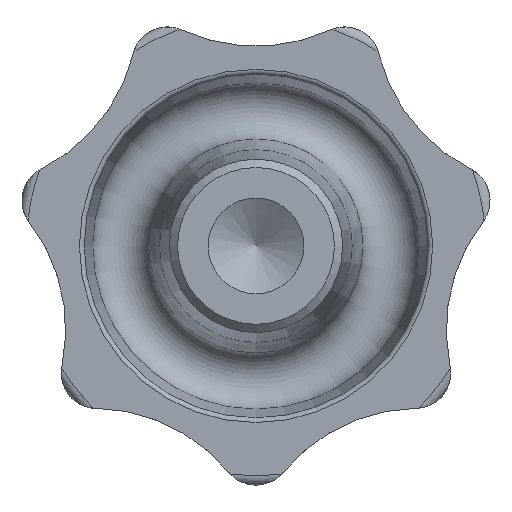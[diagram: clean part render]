
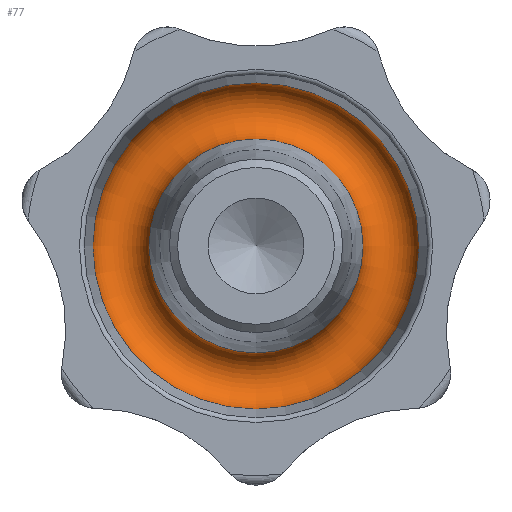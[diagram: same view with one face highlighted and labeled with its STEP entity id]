
A CAD part, front view. The second image highlights one B-rep face of the part: STEP entity #77.
In plain terms, the highlighted toroidal (fillet/blend) face has major radius 14.117 mm and minor radius 3 mm.
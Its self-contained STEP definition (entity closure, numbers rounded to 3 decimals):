
#77 = ADVANCED_FACE( '', ( #193, #194 ), #195, .F. );
#193 = FACE_OUTER_BOUND( '', #354, .T. );
#194 = FACE_OUTER_BOUND( '', #355, .T. );
#195 = TOROIDAL_SURFACE( '', #356, 14.117, 3. );
#354 = EDGE_LOOP( '', ( #518 ) );
#355 = EDGE_LOOP( '', ( #519 ) );
#356 = AXIS2_PLACEMENT_3D( '', #520, #521, #522 );
#518 = ORIENTED_EDGE( '', *, *, #929, .F. );
#519 = ORIENTED_EDGE( '', *, *, #930, .T. );
#520 = CARTESIAN_POINT( '', ( 0., 20., 0. ) );
#521 = DIRECTION( '', ( 0., -1., 0. ) );
#522 = DIRECTION( '', ( 0., 0., -1. ) );
#929 = EDGE_CURVE( '', #1099, #1099, #1100, .T. );
#930 = EDGE_CURVE( '', #1101, #1101, #1102, .T. );
#1099 = VERTEX_POINT( '', #1383 );
#1100 = CIRCLE( '', #1384, 11.176 );
#1101 = VERTEX_POINT( '', #1385 );
#1102 = CIRCLE( '', #1386, 17.071 );
#1383 = CARTESIAN_POINT( '', ( 0., 20.593, -11.176 ) );
#1384 = AXIS2_PLACEMENT_3D( '', #2366, #2367, #2368 );
#1385 = CARTESIAN_POINT( '', ( 0., 20.521, -17.071 ) );
#1386 = AXIS2_PLACEMENT_3D( '', #2369, #2370, #2371 );
#2366 = CARTESIAN_POINT( '', ( 0., 20.593, 0. ) );
#2367 = DIRECTION( '', ( 0., -1., 0. ) );
#2368 = DIRECTION( '', ( 0., 0., -1. ) );
#2369 = CARTESIAN_POINT( '', ( 0., 20.521, 0. ) );
#2370 = DIRECTION( '', ( 0., -1., 0. ) );
#2371 = DIRECTION( '', ( 0., 0., -1. ) );
